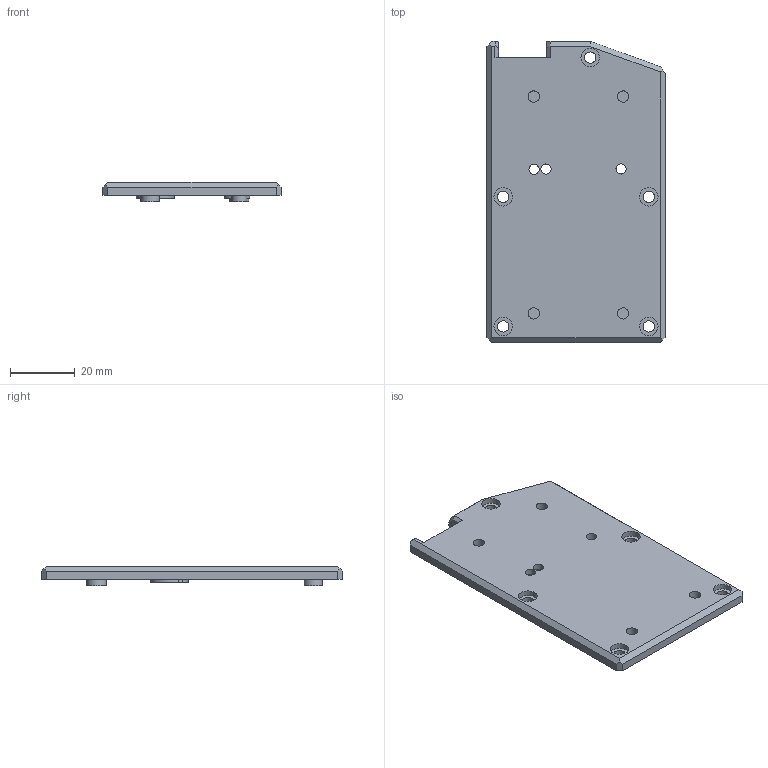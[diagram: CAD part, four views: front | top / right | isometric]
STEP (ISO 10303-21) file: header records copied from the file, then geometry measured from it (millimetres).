
FILE_DESCRIPTION(/* description */ (''),/* implementation_level */ '2;1');
FILE_NAME(/* name */ 'Top.step',/* time_stamp */ '2025-04-27T09:52:17-05:00',/* author */ (''),/* organization */ (''),/* preprocessor_version */ 'ST-DEVELOPER v20.1',/* originating_system */ 'Autodesk Translation Framework v14.4.0.0',/* authorisation */ '');
FILE_SCHEMA (('AUTOMOTIVE_DESIGN { 1 0 10303 214 3 1 1 }'));
Length unit declared in the file: millimetre
Products named in the file (1): 2025-04-27-09-52-17-027
Bounding box: 55 x 93 x 6 mm (x, y, z)
Volume: 12055.3 mm3; surface area: 13332.5 mm2
Topology: 1 solids, 1 shells, 116 faces, 289 edges, 191 vertices
Faces by surface type: plane 72, cylinder 44
Full cylindrical faces by diameter (mm): 3.15 x3, 3.5 x9, 4.699 x1, 5.663 x1, 5.72 x5, 6 x2, 6.069 x1, 7.735 x1, 10.116 x1
Entity records: 3534 total; most frequent: DIRECTION 619, CARTESIAN_POINT 597, ORIENTED_EDGE 578, EDGE_CURVE 289, AXIS2_PLACEMENT_3D 213, LINE 193, VECTOR 193, VERTEX_POINT 191
